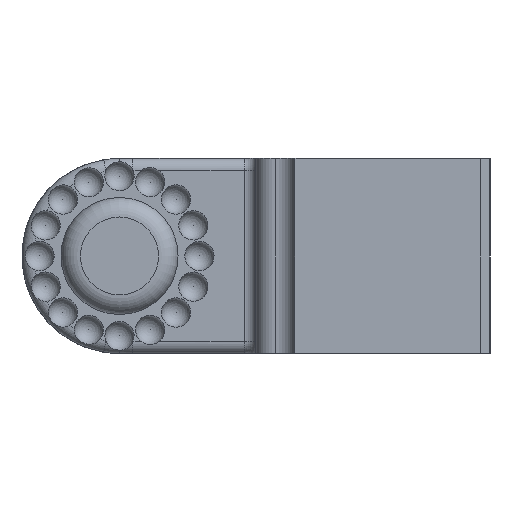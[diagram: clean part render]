
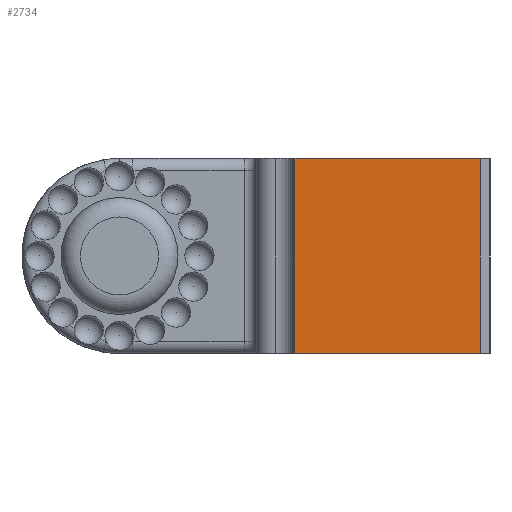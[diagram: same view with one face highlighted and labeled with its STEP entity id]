
A CAD part, left-side view. The second image highlights one B-rep face of the part: STEP entity #2734.
In plain terms, the highlighted planar face has unit normal (-1, 0, 0).
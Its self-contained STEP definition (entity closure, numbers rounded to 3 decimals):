
#165=PLANE('',#3066);
#297=FACE_OUTER_BOUND('',#448,.T.);
#448=EDGE_LOOP('',(#2533,#2534,#2535,#2536));
#508=LINE('',#4827,#707);
#564=LINE('',#4982,#763);
#584=LINE('',#5024,#783);
#594=LINE('',#5048,#793);
#707=VECTOR('',#3533,10.);
#763=VECTOR('',#3641,10.);
#783=VECTOR('',#3681,10.);
#793=VECTOR('',#3719,10.);
#1200=VERTEX_POINT('',#4824);
#1201=VERTEX_POINT('',#4826);
#1273=VERTEX_POINT('',#4979);
#1274=VERTEX_POINT('',#4981);
#1544=EDGE_CURVE('',#1200,#1201,#508,.T.);
#1623=EDGE_CURVE('',#1273,#1274,#564,.T.);
#1645=EDGE_CURVE('',#1274,#1200,#584,.T.);
#1655=EDGE_CURVE('',#1201,#1273,#594,.T.);
#2533=ORIENTED_EDGE('',*,*,#1655,.F.);
#2534=ORIENTED_EDGE('',*,*,#1544,.F.);
#2535=ORIENTED_EDGE('',*,*,#1645,.F.);
#2536=ORIENTED_EDGE('',*,*,#1623,.F.);
#2734=ADVANCED_FACE('',(#297),#165,.T.);
#3066=AXIS2_PLACEMENT_3D('',#5200,#3899,#3900);
#3533=DIRECTION('',(0.,-1.,0.));
#3641=DIRECTION('',(0.,1.,0.));
#3681=DIRECTION('',(0.,0.,1.));
#3719=DIRECTION('',(0.,0.,-1.));
#3899=DIRECTION('center_axis',(-1.,0.,0.));
#3900=DIRECTION('ref_axis',(0.,-1.,0.));
#4824=CARTESIAN_POINT('',(-29.,8.,5.));
#4826=CARTESIAN_POINT('',(-29.,-1.5,5.));
#4827=CARTESIAN_POINT('',(-29.,-2.,5.));
#4979=CARTESIAN_POINT('',(-29.,-1.5,-5.));
#4981=CARTESIAN_POINT('',(-29.,8.,-5.));
#4982=CARTESIAN_POINT('',(-29.,-2.,-5.));
#5024=CARTESIAN_POINT('',(-29.,8.,-5.));
#5048=CARTESIAN_POINT('',(-29.,-1.5,-5.));
#5200=CARTESIAN_POINT('Origin',(-29.,8.,-5.));
